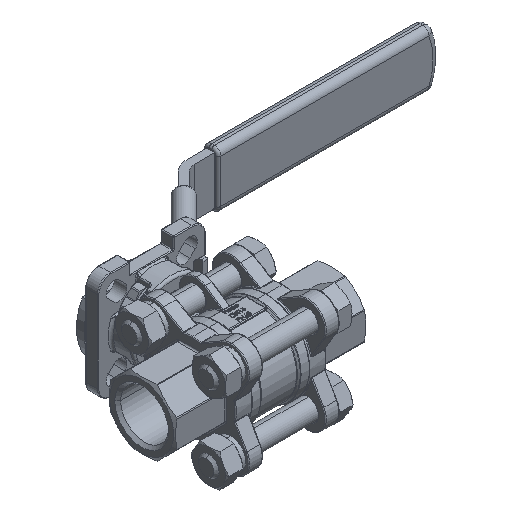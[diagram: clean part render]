
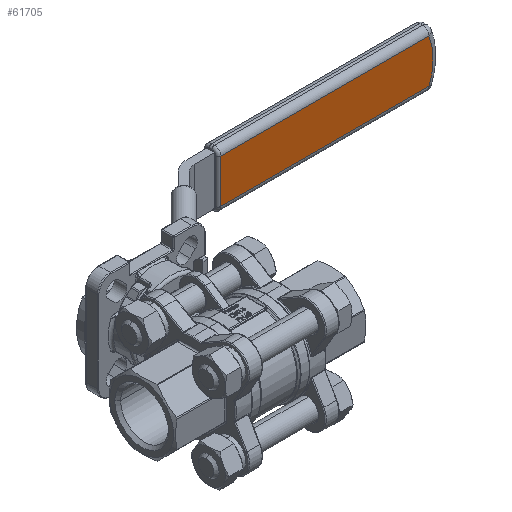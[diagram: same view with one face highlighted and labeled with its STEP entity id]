
A CAD part, isometric view. The second image highlights one B-rep face of the part: STEP entity #61705.
In plain terms, the highlighted planar face has unit normal (0, -1, 0).
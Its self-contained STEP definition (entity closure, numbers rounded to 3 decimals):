
#280 = CARTESIAN_POINT ( 'NONE',  ( 138.832, 64., 8.5 ) ) ;
#1614 = DIRECTION ( 'NONE',  ( -1., 0., 0. ) ) ;
#2700 = CARTESIAN_POINT ( 'NONE',  ( 57.485, 64., -8.5 ) ) ;
#3285 = DIRECTION ( 'NONE',  ( 0., 0., -1. ) ) ;
#3545 = VERTEX_POINT ( 'NONE', #2700 ) ;
#5493 = EDGE_CURVE ( 'NONE', #41223, #3545, #41171, .T. ) ;
#8161 = CARTESIAN_POINT ( 'NONE',  ( 143., 64., 8.5 ) ) ;
#8743 = EDGE_CURVE ( 'NONE', #9515, #41223, #23997, .T. ) ;
#8998 = VECTOR ( 'NONE', #24170, 1000. ) ;
#9515 = VERTEX_POINT ( 'NONE', #280 ) ;
#13077 = EDGE_CURVE ( 'NONE', #3545, #65628, #14116, .T. ) ;
#13452 = DIRECTION ( 'NONE',  ( 0., 1., 0. ) ) ;
#14116 = LINE ( 'NONE', #31437, #19431 ) ;
#17182 = DIRECTION ( 'NONE',  ( -1., 0., 0. ) ) ;
#17498 = AXIS2_PLACEMENT_3D ( 'NONE', #67742, #50579, #17182 ) ;
#19431 = VECTOR ( 'NONE', #59729, 1000. ) ;
#22659 = CARTESIAN_POINT ( 'NONE',  ( 138.832, 64., -8.5 ) ) ;
#23997 = LINE ( 'NONE', #8161, #8998 ) ;
#24170 = DIRECTION ( 'NONE',  ( -1., 0., 0. ) ) ;
#26405 = CARTESIAN_POINT ( 'NONE',  ( 57.485, 64., 8.5 ) ) ;
#26889 = ORIENTED_EDGE ( 'NONE', *, *, #51937, .T. ) ;
#31283 = CARTESIAN_POINT ( 'NONE',  ( 57.485, 64., 11. ) ) ;
#31437 = CARTESIAN_POINT ( 'NONE',  ( 140.449, 64., -8.5 ) ) ;
#34984 = VECTOR ( 'NONE', #3285, 1000. ) ;
#41171 = LINE ( 'NONE', #31283, #34984 ) ;
#41223 = VERTEX_POINT ( 'NONE', #26405 ) ;
#43146 = ORIENTED_EDGE ( 'NONE', *, *, #5493, .T. ) ;
#46631 = CARTESIAN_POINT ( 'NONE',  ( 143., 64., 11. ) ) ;
#46781 = ORIENTED_EDGE ( 'NONE', *, *, #8743, .T. ) ;
#49813 = CIRCLE ( 'NONE', #17498, 22.5 ) ;
#50579 = DIRECTION ( 'NONE',  ( 0., -1., 0. ) ) ;
#50964 = EDGE_LOOP ( 'NONE', ( #43146, #55109, #26889, #46781 ) ) ;
#51937 = EDGE_CURVE ( 'NONE', #65628, #9515, #49813, .T. ) ;
#53004 = PLANE ( 'NONE',  #62644 ) ;
#55109 = ORIENTED_EDGE ( 'NONE', *, *, #13077, .T. ) ;
#56346 = FACE_OUTER_BOUND ( 'NONE', #50964, .T. ) ;
#59729 = DIRECTION ( 'NONE',  ( 1., 0., 0. ) ) ;
#61705 = ADVANCED_FACE ( 'NONE', ( #56346 ), #53004, .F. ) ;
#62644 = AXIS2_PLACEMENT_3D ( 'NONE', #46631, #13452, #1614 ) ;
#65628 = VERTEX_POINT ( 'NONE', #22659 ) ;
#67742 = CARTESIAN_POINT ( 'NONE',  ( 117.999, 64., 0. ) ) ;
